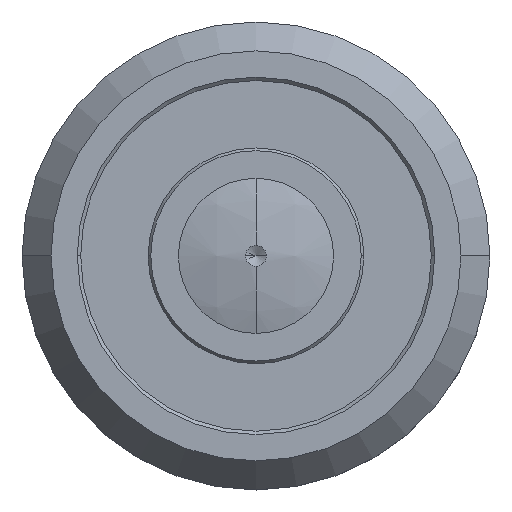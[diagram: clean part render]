
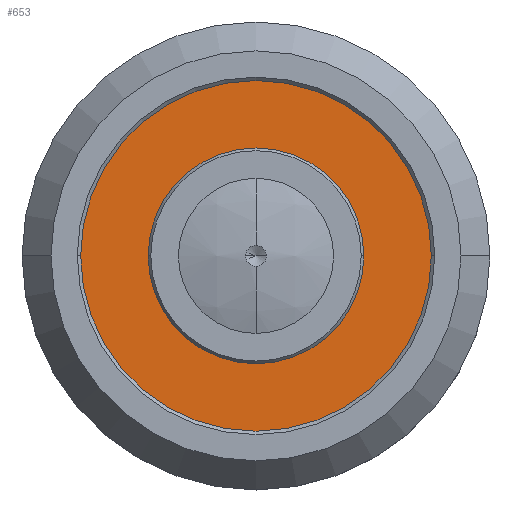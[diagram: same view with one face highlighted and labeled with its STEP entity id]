
A CAD part, top view. The second image highlights one B-rep face of the part: STEP entity #653.
In plain terms, the highlighted planar face has unit normal (0, 0, 1).
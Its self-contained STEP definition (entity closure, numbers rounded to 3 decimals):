
#19 = EDGE_CURVE ( 'NONE', #610, #611, #372, .T. ) ;
#37 = EDGE_CURVE ( 'NONE', #592, #591, #402, .T. ) ;
#64 = EDGE_CURVE ( 'NONE', #591, #592, #439, .T. ) ;
#73 = EDGE_CURVE ( 'NONE', #611, #610, #454, .T. ) ;
#91 = AXIS2_PLACEMENT_3D ( 'NONE', #567, #139, #137 ) ;
#102 = AXIS2_PLACEMENT_3D ( 'NONE', #716, #717, #718 ) ;
#114 = AXIS2_PLACEMENT_3D ( 'NONE', #782, #784, #785 ) ;
#120 = AXIS2_PLACEMENT_3D ( 'NONE', #801, #809, #810 ) ;
#137 = DIRECTION ( 'NONE',  ( -1., 0., 0. ) ) ;
#139 = DIRECTION ( 'NONE',  ( 0., 0., -1. ) ) ;
#225 = EDGE_LOOP ( 'NONE', ( #279, #280 ) ) ;
#229 = EDGE_LOOP ( 'NONE', ( #277, #278 ) ) ;
#277 = ORIENTED_EDGE ( 'NONE', *, *, #19, .T. ) ;
#278 = ORIENTED_EDGE ( 'NONE', *, *, #73, .T. ) ;
#279 = ORIENTED_EDGE ( 'NONE', *, *, #37, .F. ) ;
#280 = ORIENTED_EDGE ( 'NONE', *, *, #64, .F. ) ;
#372 = CIRCLE ( 'NONE', #91, 8. ) ;
#402 = CIRCLE ( 'NONE', #102, 13. ) ;
#439 = CIRCLE ( 'NONE', #114, 13. ) ;
#454 = CIRCLE ( 'NONE', #120, 8. ) ;
#498 = FACE_BOUND ( 'NONE', #229, .T. ) ;
#504 = FACE_OUTER_BOUND ( 'NONE', #225, .T. ) ;
#567 = CARTESIAN_POINT ( 'NONE',  ( 0., 0., 5.25 ) ) ;
#591 = VERTEX_POINT ( 'NONE', #875 ) ;
#592 = VERTEX_POINT ( 'NONE', #876 ) ;
#610 = VERTEX_POINT ( 'NONE', #894 ) ;
#611 = VERTEX_POINT ( 'NONE', #895 ) ;
#653 = ADVANCED_FACE ( 'NONE', ( #498, #504 ), #942, .F. ) ;
#716 = CARTESIAN_POINT ( 'NONE',  ( 0., 0., 5.25 ) ) ;
#717 = DIRECTION ( 'NONE',  ( 0., 0., -1. ) ) ;
#718 = DIRECTION ( 'NONE',  ( -1., 0., 0. ) ) ;
#782 = CARTESIAN_POINT ( 'NONE',  ( 0., 0., 5.25 ) ) ;
#784 = DIRECTION ( 'NONE',  ( 0., 0., -1. ) ) ;
#785 = DIRECTION ( 'NONE',  ( -1., 0., 0. ) ) ;
#801 = CARTESIAN_POINT ( 'NONE',  ( 0., 0., 5.25 ) ) ;
#809 = DIRECTION ( 'NONE',  ( 0., 0., -1. ) ) ;
#810 = DIRECTION ( 'NONE',  ( -1., 0., 0. ) ) ;
#875 = CARTESIAN_POINT ( 'NONE',  ( -13., 0., 5.25 ) ) ;
#876 = CARTESIAN_POINT ( 'NONE',  ( 13., 0., 5.25 ) ) ;
#894 = CARTESIAN_POINT ( 'NONE',  ( -8., 0., 5.25 ) ) ;
#895 = CARTESIAN_POINT ( 'NONE',  ( 8., 0., 5.25 ) ) ;
#941 = CARTESIAN_POINT ( 'NONE',  ( 13., 0., 5.25 ) ) ;
#942 = PLANE ( 'NONE',  #1001 ) ;
#943 = DIRECTION ( 'NONE',  ( 0., 0., -1. ) ) ;
#944 = DIRECTION ( 'NONE',  ( -1., 0., 0. ) ) ;
#1001 = AXIS2_PLACEMENT_3D ( 'NONE', #941, #943, #944 ) ;
